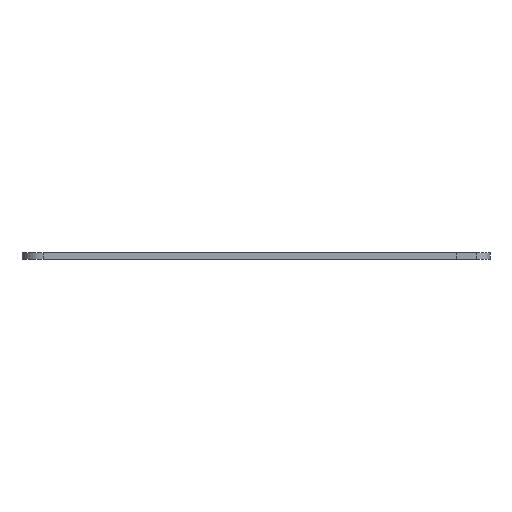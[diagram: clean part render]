
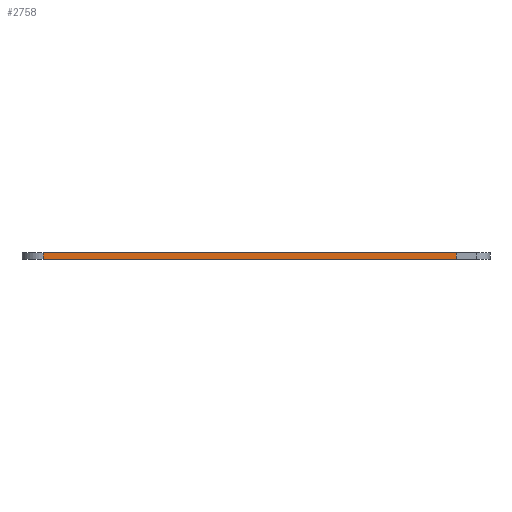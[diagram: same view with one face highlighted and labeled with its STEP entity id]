
A CAD part, front view. The second image highlights one B-rep face of the part: STEP entity #2758.
In plain terms, the highlighted planar face has unit normal (0, -1, 0).
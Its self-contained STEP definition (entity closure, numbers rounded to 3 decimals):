
#230=FACE_OUTER_BOUND('',#364,.T.);
#364=EDGE_LOOP('',(#2141,#2142,#2143,#2144));
#694=LINE('',#4294,#1030);
#695=LINE('',#4297,#1031);
#696=LINE('',#4299,#1032);
#697=LINE('',#4300,#1033);
#1030=VECTOR('',#3496,10.);
#1031=VECTOR('',#3499,10.);
#1032=VECTOR('',#3500,10.);
#1033=VECTOR('',#3501,10.);
#1295=VERTEX_POINT('',#4290);
#1296=VERTEX_POINT('',#4292);
#1297=VERTEX_POINT('',#4296);
#1298=VERTEX_POINT('',#4298);
#1652=EDGE_CURVE('',#1295,#1296,#694,.T.);
#1653=EDGE_CURVE('',#1297,#1295,#695,.T.);
#1654=EDGE_CURVE('',#1298,#1296,#696,.T.);
#1655=EDGE_CURVE('',#1297,#1298,#697,.T.);
#2141=ORIENTED_EDGE('',*,*,#1653,.T.);
#2142=ORIENTED_EDGE('',*,*,#1652,.T.);
#2143=ORIENTED_EDGE('',*,*,#1654,.F.);
#2144=ORIENTED_EDGE('',*,*,#1655,.F.);
#2643=PLANE('',#2928);
#2758=ADVANCED_FACE('',(#230),#2643,.T.);
#2928=AXIS2_PLACEMENT_3D('',#4295,#3497,#3498);
#3496=DIRECTION('',(0.,0.,1.));
#3497=DIRECTION('center_axis',(0.,-1.,0.));
#3498=DIRECTION('ref_axis',(1.,0.,0.));
#3499=DIRECTION('',(1.,0.,0.));
#3500=DIRECTION('',(1.,0.,0.));
#3501=DIRECTION('',(0.,0.,1.));
#4290=CARTESIAN_POINT('',(98.,0.,0.));
#4292=CARTESIAN_POINT('',(98.,0.,1.6));
#4294=CARTESIAN_POINT('',(98.,0.,0.));
#4295=CARTESIAN_POINT('Origin',(0.,0.,
0.));
#4296=CARTESIAN_POINT('',(0.,0.,0.));
#4297=CARTESIAN_POINT('',(0.,0.,0.));
#4298=CARTESIAN_POINT('',(0.,0.,1.6));
#4299=CARTESIAN_POINT('',(0.,0.,1.6));
#4300=CARTESIAN_POINT('',(0.,0.,0.));
